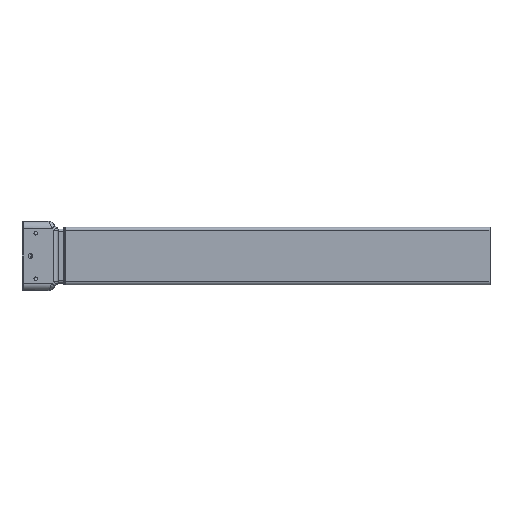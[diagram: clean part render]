
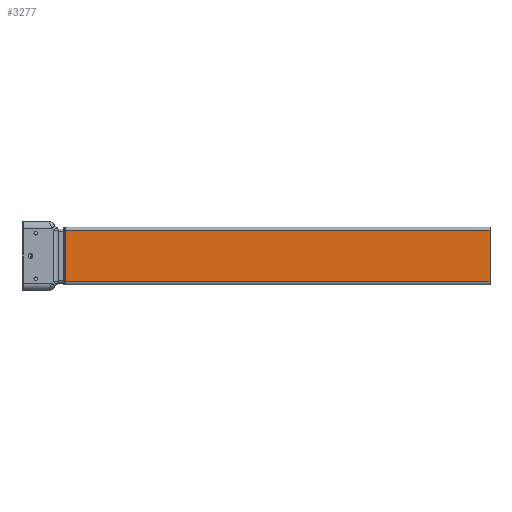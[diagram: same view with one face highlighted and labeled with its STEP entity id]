
A CAD part, left-side view. The second image highlights one B-rep face of the part: STEP entity #3277.
In plain terms, the highlighted planar face has unit normal (-1, 0, 0).
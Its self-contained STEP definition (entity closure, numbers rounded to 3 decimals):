
#3277=ADVANCED_FACE('',(#7359),#5627,.F.);
#5627=PLANE('',#44076);
#7359=FACE_OUTER_BOUND('',#9730,.T.);
#9730=EDGE_LOOP('',(#13447,#13448,#13449,#13450));
#13447=ORIENTED_EDGE('',*,*,#29153,.T.);
#13448=ORIENTED_EDGE('',*,*,#29154,.F.);
#13449=ORIENTED_EDGE('',*,*,#29155,.F.);
#13450=ORIENTED_EDGE('',*,*,#29150,.T.);
#24978=VERTEX_POINT('',#60076);
#24979=VERTEX_POINT('',#60078);
#24981=VERTEX_POINT('',#60084);
#24982=VERTEX_POINT('',#60086);
#29150=EDGE_CURVE('',#24979,#24978,#35167,.T.);
#29153=EDGE_CURVE('',#24978,#24981,#35169,.T.);
#29154=EDGE_CURVE('',#24982,#24981,#35170,.T.);
#29155=EDGE_CURVE('',#24979,#24982,#35171,.T.);
#35167=LINE('',#60077,#39654);
#35169=LINE('',#60083,#39656);
#35170=LINE('',#60085,#39657);
#35171=LINE('',#60087,#39658);
#39654=VECTOR('',#48449,1.);
#39656=VECTOR('',#48455,1.);
#39657=VECTOR('',#48456,1.);
#39658=VECTOR('',#48457,1.);
#44076=AXIS2_PLACEMENT_3D('',#60088,#48458,#48459);
#48449=DIRECTION('',(0.,1.,0.));
#48455=DIRECTION('',(0.,0.,-1.));
#48456=DIRECTION('',(0.,1.,0.));
#48457=DIRECTION('',(0.,0.,-1.));
#48458=DIRECTION('',(1.,0.,0.));
#48459=DIRECTION('',(0.,0.,-1.));
#60076=CARTESIAN_POINT('',(-25.,590.,36.));
#60077=CARTESIAN_POINT('',(-25.,0.,36.));
#60078=CARTESIAN_POINT('',(-25.,0.,36.));
#60083=CARTESIAN_POINT('',(-25.,590.,-36.));
#60084=CARTESIAN_POINT('',(-25.,590.,-36.));
#60085=CARTESIAN_POINT('',(-25.,0.,-36.));
#60086=CARTESIAN_POINT('',(-25.,0.,-36.));
#60087=CARTESIAN_POINT('',(-25.,0.,-36.));
#60088=CARTESIAN_POINT('',(-25.,0.,-36.));
